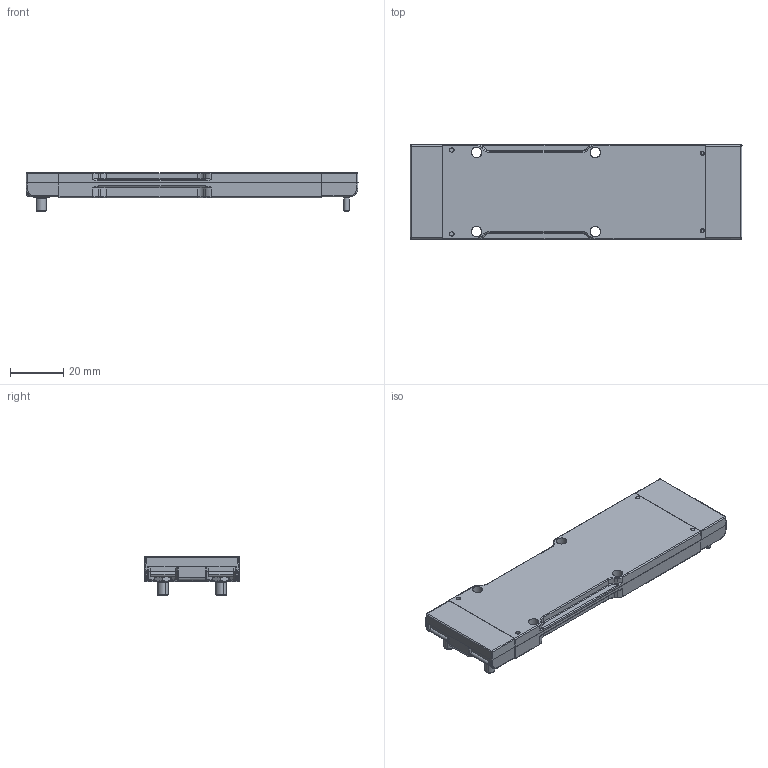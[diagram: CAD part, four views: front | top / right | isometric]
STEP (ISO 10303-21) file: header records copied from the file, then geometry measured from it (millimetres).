
FILE_DESCRIPTION (( 'STEP AP214' ), '1' );
FILE_NAME ('VIA_4914_longpin_without_comm WEBSITE VERSION.STEP', '2020-11-16T20:24:00', ( '' ), ( '' ), 'SwSTEP 2.0', 'SolidWorks 2017', '' );
FILE_SCHEMA (( 'AUTOMOTIVE_DESIGN' ));
Length unit declared in the file: millimetre
Products named in the file (1): VIA_4914_longpin_without_comm WEBSITE VERSION
Bounding box: 124.75 x 35.54 x 14.65 mm (x, y, z)
Volume: 38141.8 mm3; surface area: 25936.8 mm2
Topology: 32 solids, 38 shells, 1291 faces, 3420 edges, 2218 vertices
Faces by surface type: cylinder 546, plane 418, bspline 165, cone 130, torus 32
Entity records: 96036 total; most frequent: CARTESIAN_POINT 51741, ORIENTED_EDGE 6840, DIRECTION 5490, EDGE_CURVE 3420, VERTEX_POINT 2218, AXIS2_PLACEMENT_3D 1964, LINE 1562, VECTOR 1562
